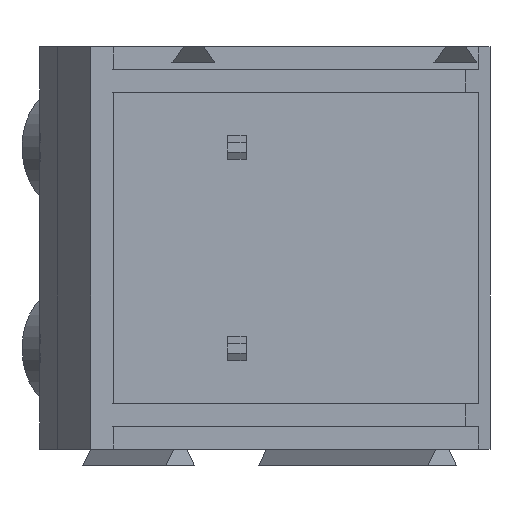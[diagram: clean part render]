
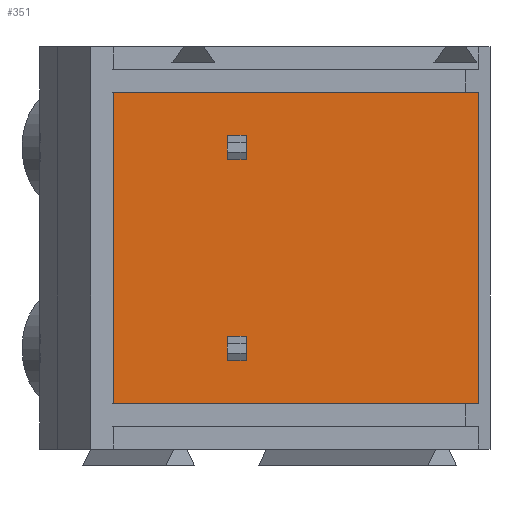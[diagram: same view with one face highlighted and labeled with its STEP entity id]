
A CAD part, front view. The second image highlights one B-rep face of the part: STEP entity #351.
In plain terms, the highlighted planar face has unit normal (0, -1, 0).
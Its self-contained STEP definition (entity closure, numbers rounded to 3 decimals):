
#351 = ADVANCED_FACE( '', ( #724, #725, #726 ), #727, .T. );
#724 = FACE_BOUND( '', #1110, .T. );
#725 = FACE_BOUND( '', #1111, .T. );
#726 = FACE_OUTER_BOUND( '', #1112, .T. );
#727 = PLANE( '', #1113 );
#1110 = EDGE_LOOP( '', ( #2065, #2066, #2067, #2068 ) );
#1111 = EDGE_LOOP( '', ( #2069, #2070, #2071, #2072 ) );
#1112 = EDGE_LOOP( '', ( #2073, #2074, #2075, #2076 ) );
#1113 = AXIS2_PLACEMENT_3D( '', #2077, #2078, #2079 );
#2065 = ORIENTED_EDGE( '', *, *, #2488, .F. );
#2066 = ORIENTED_EDGE( '', *, *, #2624, .F. );
#2067 = ORIENTED_EDGE( '', *, *, #2628, .F. );
#2068 = ORIENTED_EDGE( '', *, *, #2468, .F. );
#2069 = ORIENTED_EDGE( '', *, *, #2594, .F. );
#2070 = ORIENTED_EDGE( '', *, *, #2492, .F. );
#2071 = ORIENTED_EDGE( '', *, *, #2586, .F. );
#2072 = ORIENTED_EDGE( '', *, *, #2451, .F. );
#2073 = ORIENTED_EDGE( '', *, *, #2598, .T. );
#2074 = ORIENTED_EDGE( '', *, *, #2607, .T. );
#2075 = ORIENTED_EDGE( '', *, *, #2407, .T. );
#2076 = ORIENTED_EDGE( '', *, *, #2472, .F. );
#2077 = CARTESIAN_POINT( '', ( 495.322, 32.361, 66.083 ) );
#2078 = DIRECTION( '', ( 0., -1., 0. ) );
#2079 = DIRECTION( '', ( 1., 0., 0. ) );
#2407 = EDGE_CURVE( '', #2936, #2937, #2938, .T. );
#2451 = EDGE_CURVE( '', #2996, #2998, #2999, .T. );
#2468 = EDGE_CURVE( '', #3021, #3023, #3024, .T. );
#2472 = EDGE_CURVE( '', #3029, #2937, #3030, .T. );
#2488 = EDGE_CURVE( '', #3049, #3021, #3052, .T. );
#2492 = EDGE_CURVE( '', #3055, #3058, #3059, .T. );
#2586 = EDGE_CURVE( '', #2998, #3055, #3185, .T. );
#2594 = EDGE_CURVE( '', #3058, #2996, #3194, .T. );
#2598 = EDGE_CURVE( '', #3029, #3197, #3199, .T. );
#2607 = EDGE_CURVE( '', #3197, #2936, #3208, .T. );
#2624 = EDGE_CURVE( '', #3226, #3049, #3227, .T. );
#2628 = EDGE_CURVE( '', #3023, #3226, #3232, .T. );
#2936 = VERTEX_POINT( '', #3672 );
#2937 = VERTEX_POINT( '', #3673 );
#2938 = LINE( '', #3674, #3675 );
#2996 = VERTEX_POINT( '', #3758 );
#2998 = VERTEX_POINT( '', #3761 );
#2999 = LINE( '', #3762, #3763 );
#3021 = VERTEX_POINT( '', #3796 );
#3023 = VERTEX_POINT( '', #3799 );
#3024 = LINE( '', #3800, #3801 );
#3029 = VERTEX_POINT( '', #3808 );
#3030 = LINE( '', #3809, #3810 );
#3049 = VERTEX_POINT( '', #3834 );
#3052 = LINE( '', #3838, #3839 );
#3055 = VERTEX_POINT( '', #3843 );
#3058 = VERTEX_POINT( '', #3847 );
#3059 = LINE( '', #3848, #3849 );
#3185 = LINE( '', #4034, #4035 );
#3194 = LINE( '', #4048, #4049 );
#3197 = VERTEX_POINT( '', #4053 );
#3199 = LINE( '', #4056, #4057 );
#3208 = LINE( '', #4071, #4072 );
#3226 = VERTEX_POINT( '', #4096 );
#3227 = LINE( '', #4097, #4098 );
#3232 = LINE( '', #4105, #4106 );
#3672 = CARTESIAN_POINT( '', ( 481.284, 32.361, 56.883 ) );
#3673 = CARTESIAN_POINT( '', ( 481.284, 32.361, 45.283 ) );
#3674 = CARTESIAN_POINT( '', ( 481.284, 32.361, 43.583 ) );
#3675 = VECTOR( '', #4279, 1000. );
#3758 = CARTESIAN_POINT( '', ( 486.675, 32.361, 46.883 ) );
#3761 = CARTESIAN_POINT( '', ( 486.675, 32.361, 47.783 ) );
#3762 = CARTESIAN_POINT( '', ( 486.675, 32.361, 66.083 ) );
#3763 = VECTOR( '', #4321, 1000. );
#3796 = CARTESIAN_POINT( '', ( 485.975, 32.361, 55.283 ) );
#3799 = CARTESIAN_POINT( '', ( 485.975, 32.361, 54.383 ) );
#3800 = CARTESIAN_POINT( '', ( 485.975, 32.361, 66.083 ) );
#3801 = VECTOR( '', #4334, 1000. );
#3808 = CARTESIAN_POINT( '', ( 495.322, 32.361, 45.283 ) );
#3809 = CARTESIAN_POINT( '', ( 494.228, 32.361, 45.283 ) );
#3810 = VECTOR( '', #4337, 1000. );
#3834 = CARTESIAN_POINT( '', ( 486.675, 32.361, 55.283 ) );
#3838 = CARTESIAN_POINT( '', ( 495.322, 32.361, 55.283 ) );
#3839 = VECTOR( '', #4356, 1000. );
#3843 = CARTESIAN_POINT( '', ( 485.975, 32.361, 47.783 ) );
#3847 = CARTESIAN_POINT( '', ( 485.975, 32.361, 46.883 ) );
#3848 = CARTESIAN_POINT( '', ( 485.975, 32.361, 66.083 ) );
#3849 = VECTOR( '', #4359, 1000. );
#4034 = CARTESIAN_POINT( '', ( 495.322, 32.361, 47.783 ) );
#4035 = VECTOR( '', #4431, 1000. );
#4048 = CARTESIAN_POINT( '', ( 495.322, 32.361, 46.883 ) );
#4049 = VECTOR( '', #4436, 1000. );
#4053 = CARTESIAN_POINT( '', ( 495.322, 32.361, 56.883 ) );
#4056 = CARTESIAN_POINT( '', ( 495.322, 32.361, 43.583 ) );
#4057 = VECTOR( '', #4439, 1000. );
#4071 = CARTESIAN_POINT( '', ( 494.228, 32.361, 56.883 ) );
#4072 = VECTOR( '', #4445, 1000. );
#4096 = CARTESIAN_POINT( '', ( 486.675, 32.361, 54.383 ) );
#4097 = CARTESIAN_POINT( '', ( 486.675, 32.361, 66.083 ) );
#4098 = VECTOR( '', #4452, 1000. );
#4105 = CARTESIAN_POINT( '', ( 495.322, 32.361, 54.383 ) );
#4106 = VECTOR( '', #4455, 1000. );
#4279 = DIRECTION( '', ( 0., 0., -1. ) );
#4321 = DIRECTION( '', ( 0., 0., 1. ) );
#4334 = DIRECTION( '', ( 0., 0., -1. ) );
#4337 = DIRECTION( '', ( -1., 0., 0. ) );
#4356 = DIRECTION( '', ( -1., 0., 0. ) );
#4359 = DIRECTION( '', ( 0., 0., -1. ) );
#4431 = DIRECTION( '', ( -1., 0., 0. ) );
#4436 = DIRECTION( '', ( 1., 0., 0. ) );
#4439 = DIRECTION( '', ( 0., 0., 1. ) );
#4445 = DIRECTION( '', ( -1., 0., 0. ) );
#4452 = DIRECTION( '', ( 0., 0., 1. ) );
#4455 = DIRECTION( '', ( 1., 0., 0. ) );
